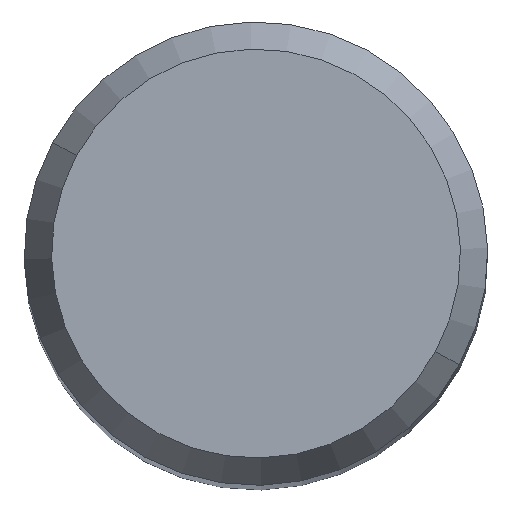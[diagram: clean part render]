
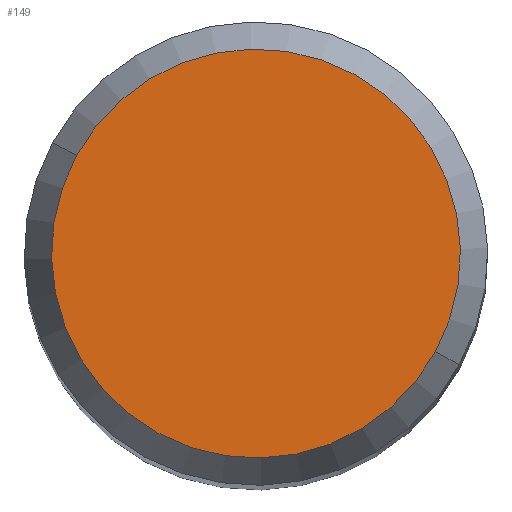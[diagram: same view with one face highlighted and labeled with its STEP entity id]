
A CAD part, top view. The second image highlights one B-rep face of the part: STEP entity #149.
In plain terms, the highlighted planar face has unit normal (0, 0, 1).
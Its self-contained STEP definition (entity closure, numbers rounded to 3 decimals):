
#101=CARTESIAN_POINT('Vertex',(-19.746,10.787,250.)) ;
#104=CARTESIAN_POINT('Axis2P3D Location',(0.,0.,250.)) ;
#108=CARTESIAN_POINT('Vertex',(19.746,-10.787,250.)) ;
#128=CARTESIAN_POINT('Axis2P3D Location',(0.,0.,250.)) ;
#140=CARTESIAN_POINT('Axis2P3D Location',(-22.5,0.,250.)) ;
#105=DIRECTION('Axis2P3D Direction',(0.,0.,-1.)) ;
#129=DIRECTION('Axis2P3D Direction',(0.,0.,-1.)) ;
#141=DIRECTION('Axis2P3D Direction',(0.,0.,-1.)) ;
#142=DIRECTION('Axis2P3D XDirection',(1.,0.,0.)) ;
#106=AXIS2_PLACEMENT_3D('Circle Axis2P3D',#104,#105,$) ;
#130=AXIS2_PLACEMENT_3D('Circle Axis2P3D',#128,#129,$) ;
#143=AXIS2_PLACEMENT_3D('Plane Axis2P3D',#140,#141,#142) ;
#146=ORIENTED_EDGE('',*,*,#110,.F.) ;
#147=ORIENTED_EDGE('',*,*,#132,.F.) ;
#149=ADVANCED_FACE('PartBody',(#148),#144,.F.) ;
#107=CIRCLE('generated circle',#106,22.5) ;
#131=CIRCLE('generated circle',#130,22.5) ;
#110=EDGE_CURVE('',#102,#109,#107,.T.) ;
#132=EDGE_CURVE('',#109,#102,#131,.T.) ;
#145=EDGE_LOOP('',(#146,#147)) ;
#148=FACE_OUTER_BOUND('',#145,.T.) ;
#144=PLANE('Plane',#143) ;
#102=VERTEX_POINT('',#101) ;
#109=VERTEX_POINT('',#108) ;
